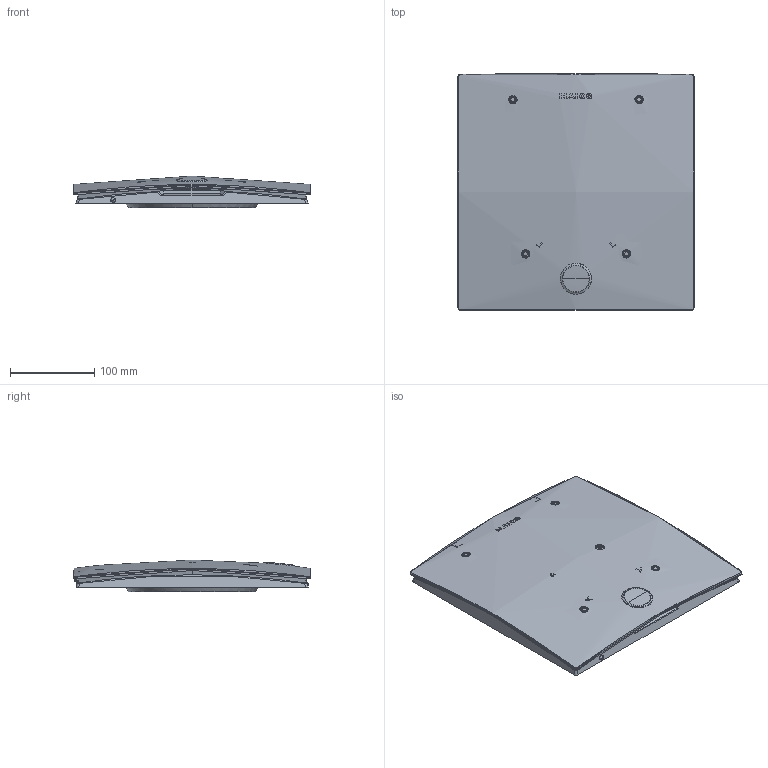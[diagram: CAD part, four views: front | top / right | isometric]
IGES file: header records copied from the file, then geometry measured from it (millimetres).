
Global section: file name: ER-AB; native system: AutoCAD 2018 - Deutsch (German); preprocessor: Autodesk Translation Framework DWG producer (atf_dwg_producer); organization: unknown; date: 20190802.083950; units: millimetre
Bounding box: 281 x 281.3 x 37.82 mm (x, y, z)
Volume: 1564457.2 mm3; surface area: 332743.7 mm2
Topology: 1 solids, 16 shells, 621 faces, 1455 edges, 923 vertices
Faces by surface type: bspline 621
